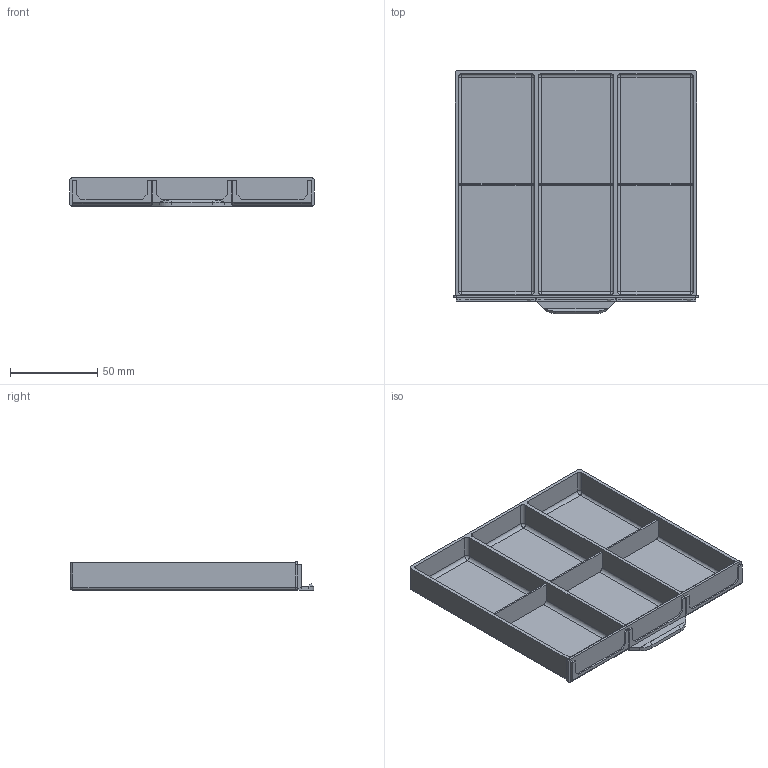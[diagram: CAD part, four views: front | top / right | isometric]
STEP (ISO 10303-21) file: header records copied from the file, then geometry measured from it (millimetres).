
FILE_DESCRIPTION(/* description */ (''),/* implementation_level */ '2;1');
FILE_NAME(/* name */ 'Drawer_2x2x1_six_div.stp',/* time_stamp */ '2023-02-05T08:29:27-05:00',/* author */ ('stewie'),/* organization */ (''),/* preprocessor_version */ 'ST-DEVELOPER v18',/* originating_system */ 'Autodesk Inventor 2020',/* authorisation */ '');
FILE_SCHEMA (('AUTOMOTIVE_DESIGN { 1 0 10303 214 3 1 1 }'));
Length unit declared in the file: millimetre
Products named in the file (1): Drawer_2x2x1_div
Bounding box: 140.62 x 139.78 x 16.2 mm (x, y, z)
Volume: 40980.6 mm3; surface area: 64430.9 mm2
Topology: 1 solids, 1 shells, 144 faces, 367 edges, 230 vertices
Faces by surface type: plane 87, cylinder 41, sphere 10, bspline 4, cone 2
Entity records: 4340 total; most frequent: CARTESIAN_POINT 778, ORIENTED_EDGE 734, DIRECTION 733, EDGE_CURVE 367, LINE 279, VECTOR 279, VERTEX_POINT 230, AXIS2_PLACEMENT_3D 227
